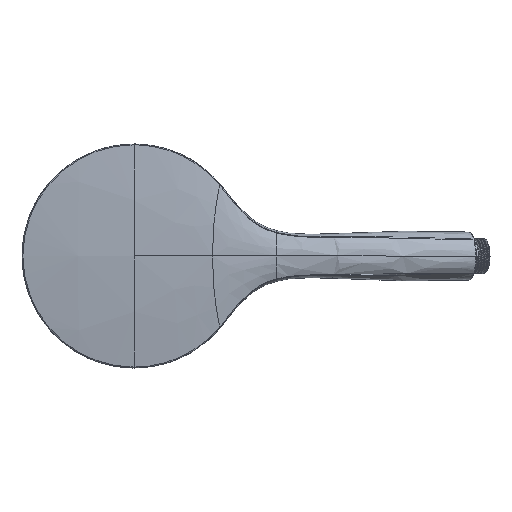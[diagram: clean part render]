
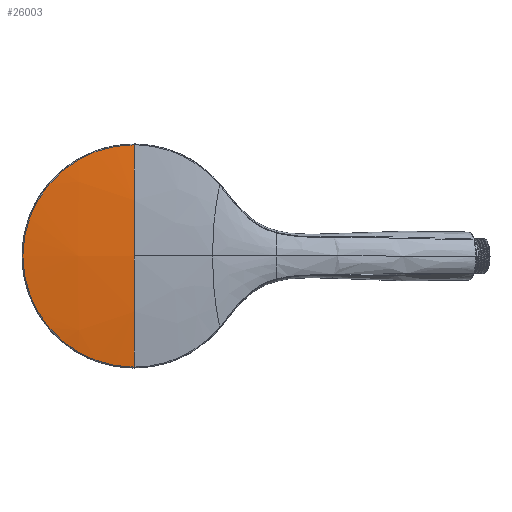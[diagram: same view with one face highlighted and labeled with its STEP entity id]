
A CAD part, top view. The second image highlights one B-rep face of the part: STEP entity #26003.
In plain terms, the highlighted spherical face has radius 533.38 mm.
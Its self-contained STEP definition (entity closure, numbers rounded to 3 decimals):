
#77=SPHERICAL_SURFACE('',#27955,533.38);
#5523=CIRCLE('',#27954,64.765);
#6890=ORIENTED_EDGE('',*,*,#13826,.F.);
#6891=ORIENTED_EDGE('',*,*,#13824,.T.);
#6892=ORIENTED_EDGE('',*,*,#13829,.T.);
#13824=EDGE_CURVE('Edge1',#18028,#18027,#21098,.T.);
#13826=EDGE_CURVE('Edge0',#18028,#18029,#21100,.F.);
#13829=EDGE_CURVE('Edge2',#18027,#18029,#5523,.T.);
#18027=VERTEX_POINT('',#41741);
#18028=VERTEX_POINT('',#41796);
#18029=VERTEX_POINT('',#41831);
#21098=B_SPLINE_CURVE_WITH_KNOTS('',3,(#41792,#41793,#41794,#41795),
 .UNSPECIFIED.,.F.,.F.,(4,4),(0.,1.),.UNSPECIFIED.);
#21100=B_SPLINE_CURVE_WITH_KNOTS('',3,(#41827,#41828,#41829,#41830),
 .UNSPECIFIED.,.F.,.F.,(4,4),(0.,1.),.UNSPECIFIED.);
#22200=EDGE_LOOP('',(#6890,#6891,#6892));
#24037=FACE_BOUND('',#22200,.T.);
#26003=ADVANCED_FACE('Face0',(#24037),#77,.T.);
#27954=AXIS2_PLACEMENT_3D('',#41899,#30174,#30175);
#27955=AXIS2_PLACEMENT_3D('',#41900,#30176,#30177);
#30174=DIRECTION('',(0.,1.,0.));
#30175=DIRECTION('',(0.,0.,1.));
#30176=DIRECTION('',(0.998,0.061,0.));
#30177=DIRECTION('',(0.061,-0.998,0.));
#41741=CARTESIAN_POINT('',(0.,10.533,-64.765));
#41792=CARTESIAN_POINT('',(0.,14.48,0.));
#41793=CARTESIAN_POINT('',(0.,14.48,-21.615));
#41794=CARTESIAN_POINT('',(0.,13.165,-43.256));
#41795=CARTESIAN_POINT('',(0.,10.533,-64.765));
#41796=CARTESIAN_POINT('',(0.,14.48,0.));
#41827=CARTESIAN_POINT('',(0.,10.533,64.765));
#41828=CARTESIAN_POINT('',(0.,13.165,43.256));
#41829=CARTESIAN_POINT('',(0.,14.48,21.615));
#41830=CARTESIAN_POINT('',(0.,14.48,0.));
#41831=CARTESIAN_POINT('',(0.,10.533,64.765));
#41899=CARTESIAN_POINT('',(0.,10.533,0.));
#41900=CARTESIAN_POINT('',(0.,-518.9,0.));
